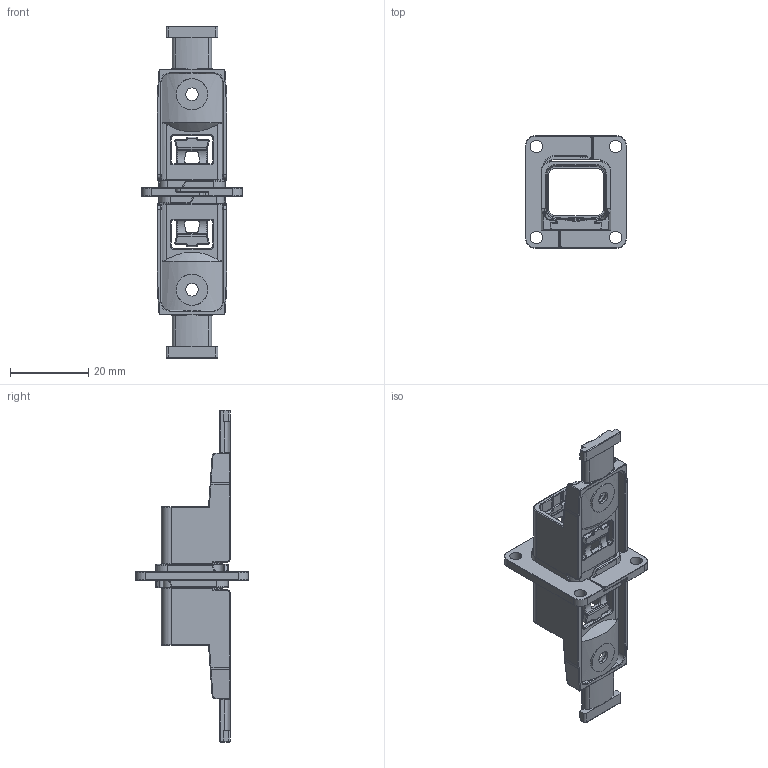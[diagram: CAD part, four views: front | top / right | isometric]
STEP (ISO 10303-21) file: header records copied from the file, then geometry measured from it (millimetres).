
FILE_DESCRIPTION((''),'2;1');
FILE_NAME('SIM2S112D','2019-09-19T',('presta_be4'),(''),'PRO/ENGINEER BY PARAMETRIC TECHNOLOGY CORPORATION, 2014310','PRO/ENGINEER BY PARAMETRIC TECHNOLOGY CORPORATION, 2014310','');
FILE_SCHEMA(('CONFIG_CONTROL_DESIGN'));
Length unit declared in the file: millimetre
Products named in the file (1): SIM2S112D
Bounding box: 25.8 x 28.8 x 84.9 mm (x, y, z)
Volume: 5785.9 mm3; surface area: 8138.5 mm2
Topology: 1 solids, 1 shells, 1493 faces, 3732 edges, 2254 vertices
Faces by surface type: cylinder 533, plane 444, torus 212, extrusion 150, bspline 110, sphere 24, cone 20
Entity records: 49251 total; most frequent: CARTESIAN_POINT 14688, ORIENTED_EDGE 7464, DIRECTION 6820, EDGE_CURVE 3732, AXIS2_PLACEMENT_3D 2411, VERTEX_POINT 2254, VECTOR 1998, LINE 1848
